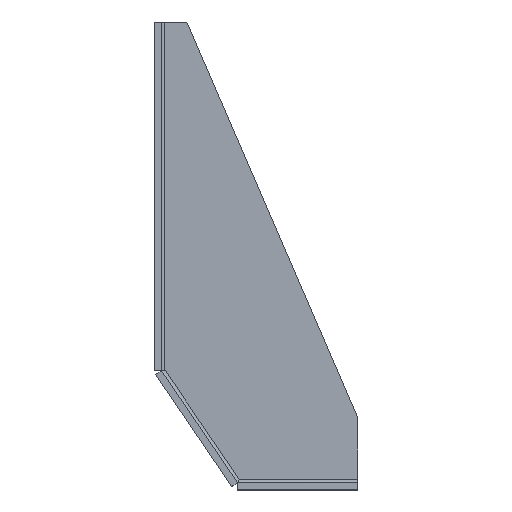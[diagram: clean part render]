
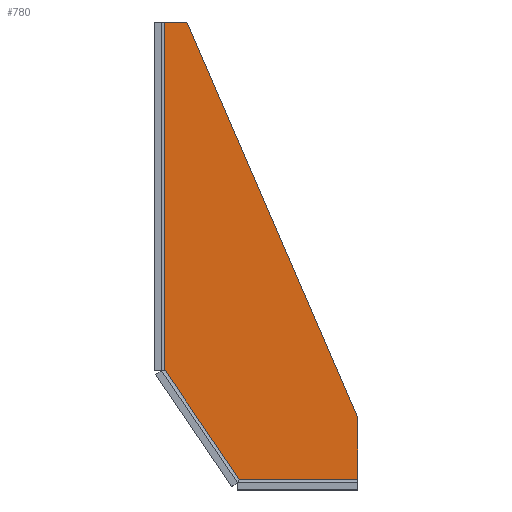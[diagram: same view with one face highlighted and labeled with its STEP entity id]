
A CAD part, top view. The second image highlights one B-rep face of the part: STEP entity #780.
In plain terms, the highlighted planar face has unit normal (0, 0, 1).
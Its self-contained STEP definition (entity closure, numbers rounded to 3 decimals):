
#198=ORIENTED_EDGE('',*,*,#389,.T.);
#199=ORIENTED_EDGE('',*,*,#355,.T.);
#200=ORIENTED_EDGE('',*,*,#319,.T.);
#201=ORIENTED_EDGE('',*,*,#381,.T.);
#202=ORIENTED_EDGE('',*,*,#387,.T.);
#203=ORIENTED_EDGE('',*,*,#382,.T.);
#319=EDGE_CURVE('',#429,#428,#498,.T.);
#355=EDGE_CURVE('',#460,#429,#518,.T.);
#381=EDGE_CURVE('',#428,#478,#534,.T.);
#382=EDGE_CURVE('',#479,#480,#535,.T.);
#387=EDGE_CURVE('',#478,#479,#540,.T.);
#389=EDGE_CURVE('',#480,#460,#542,.T.);
#428=VERTEX_POINT('',#1170);
#429=VERTEX_POINT('',#1172);
#460=VERTEX_POINT('',#1243);
#478=VERTEX_POINT('',#1291);
#479=VERTEX_POINT('',#1295);
#480=VERTEX_POINT('',#1296);
#498=LINE('',#1171,#576);
#518=LINE('',#1242,#596);
#534=LINE('',#1292,#612);
#535=LINE('',#1294,#613);
#540=LINE('',#1304,#618);
#542=LINE('',#1307,#620);
#576=VECTOR('',#936,1000.);
#596=VECTOR('',#996,1000.);
#612=VECTOR('',#1042,1000.);
#613=VECTOR('',#1045,1000.);
#618=VECTOR('',#1052,1000.);
#620=VECTOR('',#1056,1000.);
#666=EDGE_LOOP('',(#198,#199,#200,#201,#202,#203));
#714=FACE_BOUND('',#666,.T.);
#748=PLANE('',#868);
#780=ADVANCED_FACE('',(#714),#748,.T.);
#868=AXIS2_PLACEMENT_3D('',#1309,#1059,#1060);
#936=DIRECTION('',(0.562,-0.827,0.));
#996=DIRECTION('',(0.,-1.,0.));
#1042=DIRECTION('',(1.,0.,0.));
#1045=DIRECTION('',(-0.397,0.918,0.));
#1052=DIRECTION('',(0.,1.,0.));
#1056=DIRECTION('',(-1.,0.,0.));
#1059=DIRECTION('',(0.,0.,1.));
#1060=DIRECTION('',(1.,0.,0.));
#1170=CARTESIAN_POINT('',(36.382,4.5,-16.5));
#1171=CARTESIAN_POINT('',(26.971,18.34,-16.5));
#1172=CARTESIAN_POINT('',(4.5,51.385,-16.5));
#1242=CARTESIAN_POINT('',(4.5,0.,-16.5));
#1243=CARTESIAN_POINT('',(4.5,200.,-16.5));
#1291=CARTESIAN_POINT('',(87.,4.5,-16.5));
#1292=CARTESIAN_POINT('',(0.,4.5,-16.5));
#1294=CARTESIAN_POINT('',(87.,31.,-16.5));
#1295=CARTESIAN_POINT('',(87.,31.,-16.5));
#1296=CARTESIAN_POINT('',(14.,200.,-16.5));
#1304=CARTESIAN_POINT('',(87.,3.,-16.5));
#1307=CARTESIAN_POINT('',(14.,200.,-16.5));
#1309=CARTESIAN_POINT('',(0.,0.,-16.5));
